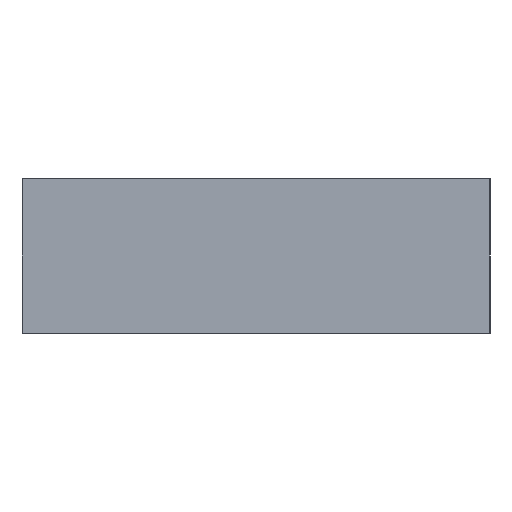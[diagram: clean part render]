
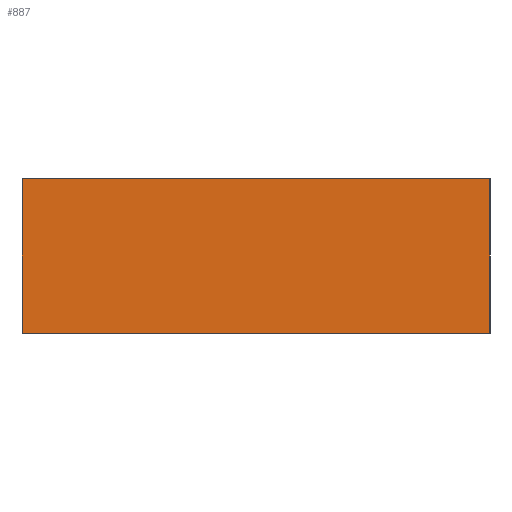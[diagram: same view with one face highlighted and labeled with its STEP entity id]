
A CAD part, left-side view. The second image highlights one B-rep face of the part: STEP entity #887.
In plain terms, the highlighted planar face has unit normal (-1, 0, 0).
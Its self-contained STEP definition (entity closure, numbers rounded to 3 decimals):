
#3 = CARTESIAN_POINT ( 'NONE',  ( -85.5, 60.5, 40. ) ) ;
#19 = EDGE_CURVE ( 'NONE', #270, #646, #574, .T. ) ;
#28 = DIRECTION ( 'NONE',  ( 0., 0., -1. ) ) ;
#59 = DIRECTION ( 'NONE',  ( 0., 0., -1. ) ) ;
#174 = VECTOR ( 'NONE', #421, 1000. ) ;
#182 = DIRECTION ( 'NONE',  ( 0., -1., 0. ) ) ;
#270 = VERTEX_POINT ( 'NONE', #3 ) ;
#347 = CARTESIAN_POINT ( 'NONE',  ( -85.5, 60.5, 40. ) ) ;
#360 = LINE ( 'NONE', #861, #1539 ) ;
#421 = DIRECTION ( 'NONE',  ( 0., 0., -1. ) ) ;
#529 = ORIENTED_EDGE ( 'NONE', *, *, #1694, .F. ) ;
#574 = LINE ( 'NONE', #750, #174 ) ;
#601 = ORIENTED_EDGE ( 'NONE', *, *, #19, .T. ) ;
#632 = CARTESIAN_POINT ( 'NONE',  ( -85.5, -60.5, 0. ) ) ;
#637 = PLANE ( 'NONE',  #727 ) ;
#646 = VERTEX_POINT ( 'NONE', #1251 ) ;
#690 = CARTESIAN_POINT ( 'NONE',  ( -85.5, -60.5, 40. ) ) ;
#714 = LINE ( 'NONE', #953, #1179 ) ;
#727 = AXIS2_PLACEMENT_3D ( 'NONE', #347, #1606, #59 ) ;
#750 = CARTESIAN_POINT ( 'NONE',  ( -85.5, 60.5, 40. ) ) ;
#859 = EDGE_CURVE ( 'NONE', #1092, #1507, #714, .T. ) ;
#861 = CARTESIAN_POINT ( 'NONE',  ( -85.5, 60.5, 40. ) ) ;
#886 = LINE ( 'NONE', #1973, #1394 ) ;
#887 = ADVANCED_FACE ( 'NONE', ( #1849 ), #637, .F. ) ;
#953 = CARTESIAN_POINT ( 'NONE',  ( -85.5, -60.5, 40. ) ) ;
#1017 = ORIENTED_EDGE ( 'NONE', *, *, #859, .F. ) ;
#1092 = VERTEX_POINT ( 'NONE', #690 ) ;
#1179 = VECTOR ( 'NONE', #28, 1000. ) ;
#1251 = CARTESIAN_POINT ( 'NONE',  ( -85.5, 60.5, 0. ) ) ;
#1265 = EDGE_LOOP ( 'NONE', ( #1746, #1017, #529, #601 ) ) ;
#1394 = VECTOR ( 'NONE', #1779, 1000. ) ;
#1460 = EDGE_CURVE ( 'NONE', #646, #1507, #886, .T. ) ;
#1507 = VERTEX_POINT ( 'NONE', #632 ) ;
#1539 = VECTOR ( 'NONE', #182, 1000. ) ;
#1606 = DIRECTION ( 'NONE',  ( 1., 0., 0. ) ) ;
#1694 = EDGE_CURVE ( 'NONE', #270, #1092, #360, .T. ) ;
#1746 = ORIENTED_EDGE ( 'NONE', *, *, #1460, .T. ) ;
#1779 = DIRECTION ( 'NONE',  ( 0., -1., 0. ) ) ;
#1849 = FACE_OUTER_BOUND ( 'NONE', #1265, .T. ) ;
#1973 = CARTESIAN_POINT ( 'NONE',  ( -85.5, 60.5, 0. ) ) ;
